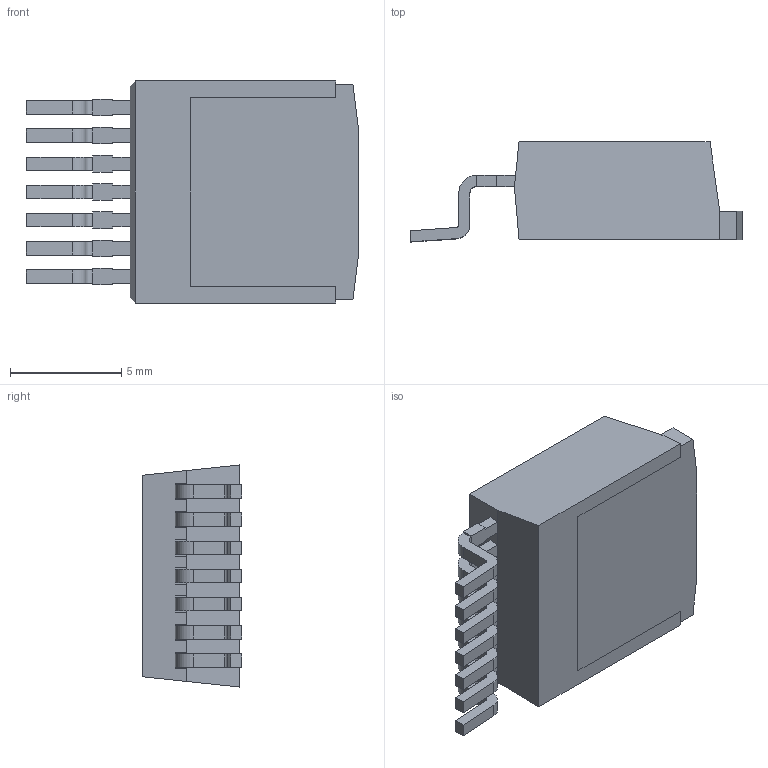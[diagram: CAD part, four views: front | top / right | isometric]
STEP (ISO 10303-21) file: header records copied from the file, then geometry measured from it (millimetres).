
FILE_DESCRIPTION (( 'STEP AP214' ), '1' );
FILE_NAME ('IFX007T.STEP', '2023-11-21T06:33:17', ( '' ), ( '' ), 'SwSTEP 2.0', 'SolidWorks 2021', '' );
FILE_SCHEMA (( 'AUTOMOTIVE_DESIGN' ));
Length unit declared in the file: millimetre
Products named in the file (2): IFX007T; IFX007T_IFX007T
Assembly tree (1 placements, depth 2):
  IFX007T
    IFX007T_IFX007T
Bounding box: 14.95 x 4.5 x 10 mm (x, y, z)
Volume: 402.3 mm3; surface area: 634 mm2
Topology: 9 solids, 9 shells, 182 faces, 459 edges, 296 vertices
Faces by surface type: plane 152, cylinder 30
Entity records: 5501 total; most frequent: CARTESIAN_POINT 941, ORIENTED_EDGE 918, DIRECTION 891, EDGE_CURVE 459, VECTOR 399, LINE 399, VERTEX_POINT 296, AXIS2_PLACEMENT_3D 246
